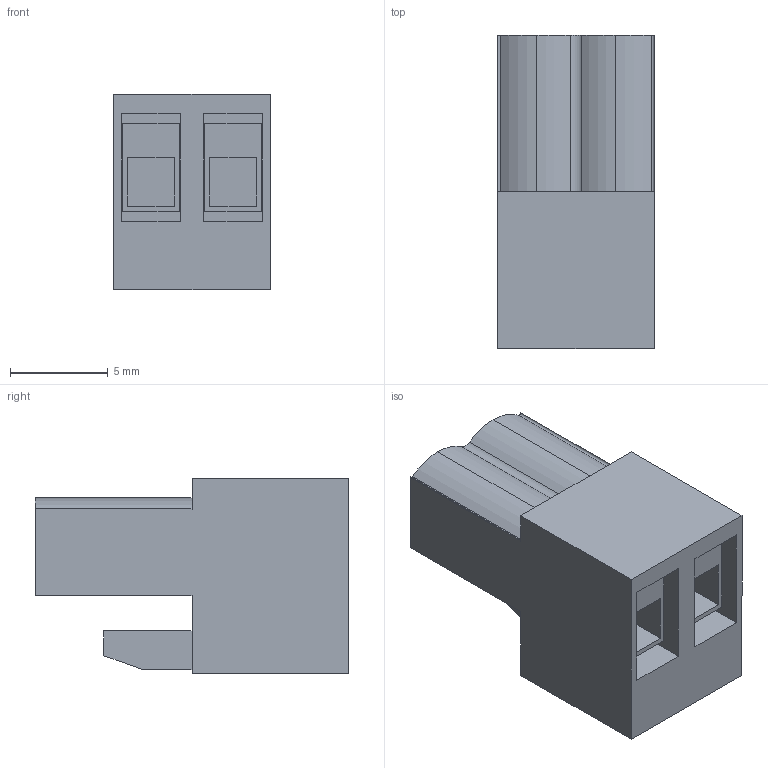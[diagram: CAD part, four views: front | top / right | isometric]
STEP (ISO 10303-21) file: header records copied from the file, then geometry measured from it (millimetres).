
FILE_DESCRIPTION (( 'STEP AP214' ), '1' );
FILE_NAME ('motor_connect.step', '2016-10-28T07:01:18', ( 'dell' ), ( '' ), 'SwSTEP 2.0', 'SolidWorks 2013', '' );
FILE_SCHEMA (( 'AUTOMOTIVE_DESIGN' ));
Length unit declared in the file: millimetre
Products named in the file (1): motor_connect
Bounding box: 8 x 16 x 10 mm (x, y, z)
Volume: 720.5 mm3; surface area: 1268.5 mm2
Topology: 1 solids, 1 shells, 70 faces, 175 edges, 114 vertices
Faces by surface type: plane 51, cylinder 15, cone 4
Entity records: 2313 total; most frequent: CARTESIAN_POINT 360, DIRECTION 355, ORIENTED_EDGE 350, EDGE_CURVE 175, LINE 137, VECTOR 137, VERTEX_POINT 114, AXIS2_PLACEMENT_3D 109
